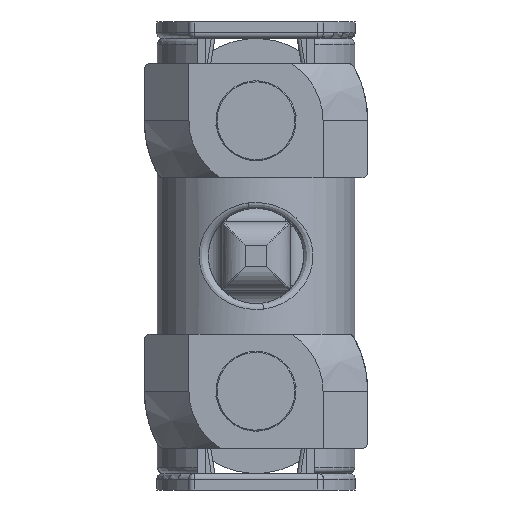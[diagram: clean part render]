
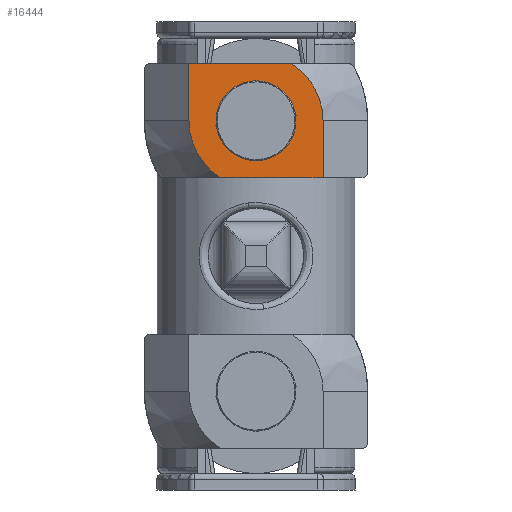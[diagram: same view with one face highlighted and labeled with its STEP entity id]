
A CAD part, front view. The second image highlights one B-rep face of the part: STEP entity #16444.
In plain terms, the highlighted face is planar.
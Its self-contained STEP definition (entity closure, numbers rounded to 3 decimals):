
#968 = VERTEX_POINT ( 'NONE', #11260 ) ;
#973 = VERTEX_POINT ( 'NONE', #11265 ) ;
#1068 = VERTEX_POINT ( 'NONE', #11360 ) ;
#1069 = VERTEX_POINT ( 'NONE', #11361 ) ;
#1073 = VERTEX_POINT ( 'NONE', #11365 ) ;
#1075 = VERTEX_POINT ( 'NONE', #11367 ) ;
#1077 = VERTEX_POINT ( 'NONE', #11369 ) ;
#1078 = VERTEX_POINT ( 'NONE', #11370 ) ;
#2687 = CIRCLE ( 'NONE', #5280, 3.4 ) ;
#2783 = CIRCLE ( 'NONE', #5300, 5.7 ) ;
#2826 = LINE ( 'NONE', #8927, #2829 ) ;
#2829 = VECTOR ( 'NONE', #8928, 1000. ) ;
#2849 = LINE ( 'NONE', #8960, #2852 ) ;
#2852 = VECTOR ( 'NONE', #8961, 1000. ) ;
#2857 = CIRCLE ( 'NONE', #5299, 3.4 ) ;
#2859 = LINE ( 'NONE', #8963, #2861 ) ;
#2861 = VECTOR ( 'NONE', #8962, 1000. ) ;
#2862 = LINE ( 'NONE', #8980, #2864 ) ;
#2863 = CIRCLE ( 'NONE', #5301, 5.7 ) ;
#2864 = VECTOR ( 'NONE', #8976, 1000. ) ;
#2932 = FACE_BOUND ( 'NONE', #13212, .T. ) ;
#2954 = FACE_OUTER_BOUND ( 'NONE', #13205, .T. ) ;
#5280 = AXIS2_PLACEMENT_3D ( 'NONE', #8575, #8576, #8577 ) ;
#5299 = AXIS2_PLACEMENT_3D ( 'NONE', #8977, #8978, #8979 ) ;
#5300 = AXIS2_PLACEMENT_3D ( 'NONE', #8983, #8984, #8985 ) ;
#5301 = AXIS2_PLACEMENT_3D ( 'NONE', #9773, #9774, #9775 ) ;
#5382 = AXIS2_PLACEMENT_3D ( 'NONE', #10008, #10007, #10012 ) ;
#8575 = CARTESIAN_POINT ( 'NONE',  ( 0., 0., 0. ) ) ;
#8576 = DIRECTION ( 'NONE',  ( 0., 0., 1. ) ) ;
#8577 = DIRECTION ( 'NONE',  ( 1., 0., 0. ) ) ;
#8927 = CARTESIAN_POINT ( 'NONE',  ( -8.169, 4.85, 0. ) ) ;
#8928 = DIRECTION ( 'NONE',  ( -1., 0., 0. ) ) ;
#8960 = CARTESIAN_POINT ( 'NONE',  ( -9.5, -4.85, 0. ) ) ;
#8961 = DIRECTION ( 'NONE',  ( 1., 0., 0. ) ) ;
#8962 = DIRECTION ( 'NONE',  ( 0., -1., 0. ) ) ;
#8963 = CARTESIAN_POINT ( 'NONE',  ( 5.7, 0., 0. ) ) ;
#8976 = DIRECTION ( 'NONE',  ( 0., 1., 0. ) ) ;
#8977 = CARTESIAN_POINT ( 'NONE',  ( 0., 0., 0. ) ) ;
#8978 = DIRECTION ( 'NONE',  ( 0., 0., 1. ) ) ;
#8979 = DIRECTION ( 'NONE',  ( 1., 0., 0. ) ) ;
#8980 = CARTESIAN_POINT ( 'NONE',  ( -5.7, 0., 0. ) ) ;
#8983 = CARTESIAN_POINT ( 'NONE',  ( 0., 0., 0. ) ) ;
#8984 = DIRECTION ( 'NONE',  ( 0., 0., -1. ) ) ;
#8985 = DIRECTION ( 'NONE',  ( 1., 0., 0. ) ) ;
#9773 = CARTESIAN_POINT ( 'NONE',  ( 0., 0., 0. ) ) ;
#9774 = DIRECTION ( 'NONE',  ( 0., 0., -1. ) ) ;
#9775 = DIRECTION ( 'NONE',  ( 1., 0., 0. ) ) ;
#10007 = DIRECTION ( 'NONE',  ( 0., 0., 1. ) ) ;
#10008 = CARTESIAN_POINT ( 'NONE',  ( 0., 0., 0. ) ) ;
#10010 = PLANE ( 'NONE',  #5382 ) ;
#10012 = DIRECTION ( 'NONE',  ( 1., 0., 0. ) ) ;
#11260 = CARTESIAN_POINT ( 'NONE',  ( -3.4, 0., 0. ) ) ;
#11265 = CARTESIAN_POINT ( 'NONE',  ( 3.4, 0., 0. ) ) ;
#11360 = CARTESIAN_POINT ( 'NONE',  ( 5.7, 4.85, 0. ) ) ;
#11361 = CARTESIAN_POINT ( 'NONE',  ( -2.995, 4.85, 0. ) ) ;
#11365 = CARTESIAN_POINT ( 'NONE',  ( 5.7, 0., 0. ) ) ;
#11367 = CARTESIAN_POINT ( 'NONE',  ( -5.7, 0., 0. ) ) ;
#11369 = CARTESIAN_POINT ( 'NONE',  ( -5.7, -4.85, 0. ) ) ;
#11370 = CARTESIAN_POINT ( 'NONE',  ( 2.995, -4.85, 0. ) ) ;
#13205 = EDGE_LOOP ( 'NONE', ( #15346, #15347, #15348, #15349, #15350, #15351 ) ) ;
#13212 = EDGE_LOOP ( 'NONE', ( #15344, #15345 ) ) ;
#13962 = EDGE_CURVE ( 'NONE', #968, #973, #2687, .T. ) ;
#14080 = EDGE_CURVE ( 'NONE', #1068, #1069, #2826, .T. ) ;
#14093 = EDGE_CURVE ( 'NONE', #1077, #1078, #2849, .T. ) ;
#14098 = EDGE_CURVE ( 'NONE', #973, #968, #2857, .T. ) ;
#14099 = EDGE_CURVE ( 'NONE', #1068, #1073, #2859, .T. ) ;
#14100 = EDGE_CURVE ( 'NONE', #1073, #1078, #2783, .T. ) ;
#14101 = EDGE_CURVE ( 'NONE', #1077, #1075, #2862, .T. ) ;
#14102 = EDGE_CURVE ( 'NONE', #1075, #1069, #2863, .T. ) ;
#15344 = ORIENTED_EDGE ( 'NONE', *, *, #14098, .T. ) ;
#15345 = ORIENTED_EDGE ( 'NONE', *, *, #13962, .T. ) ;
#15346 = ORIENTED_EDGE ( 'NONE', *, *, #14099, .T. ) ;
#15347 = ORIENTED_EDGE ( 'NONE', *, *, #14100, .T. ) ;
#15348 = ORIENTED_EDGE ( 'NONE', *, *, #14093, .F. ) ;
#15349 = ORIENTED_EDGE ( 'NONE', *, *, #14101, .T. ) ;
#15350 = ORIENTED_EDGE ( 'NONE', *, *, #14102, .T. ) ;
#15351 = ORIENTED_EDGE ( 'NONE', *, *, #14080, .F. ) ;
#16444 = ADVANCED_FACE ( 'NONE', ( #2932, #2954 ), #10010, .F. ) ;
